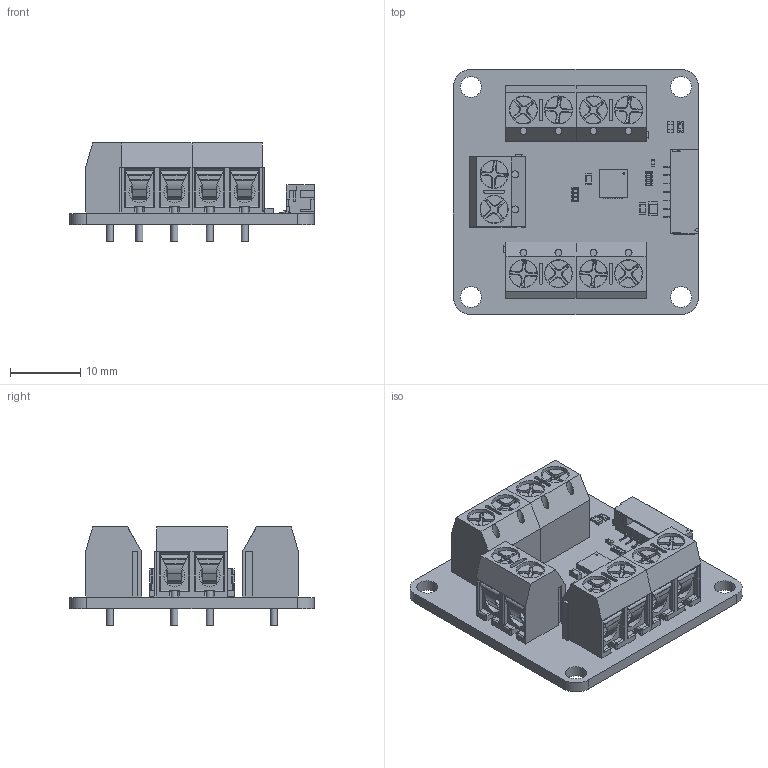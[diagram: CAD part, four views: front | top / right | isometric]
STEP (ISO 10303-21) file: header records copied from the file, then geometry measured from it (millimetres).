
FILE_DESCRIPTION(('FreeCAD Model'),'2;1');
FILE_NAME('io-4.step', '2018-04-23T11:15:37',('kicad StepUp'),('ksu MCAD'), 'Open CASCADE STEP processor 6.8','FreeCAD','Unknown');
FILE_SCHEMA(('AUTOMOTIVE_DESIGN_CC2 { 1 2 10303 214 -1 1 5 4 }'));
Length unit declared in the file: millimetre
Products named in the file (16): Pcb; 2er_Buchse_; 2er_Buchse_001; 2er_Buchse_002; 2er_Buchse_003; 2er_Buchse_004; C_0402_; C_0805_; C_0603_; C_0603_001; D_0603_blue_; BrickletConn_7pin_; R_0603_; Cut_; Cut_001; QFN-24_4x4mm_Pitch0.5mm_
Bounding box: 35 x 35 x 14 mm (x, y, z)
Volume: 4760.4 mm3; surface area: 8420 mm2
Topology: 17 solids, 17 shells, 2099 faces, 5787 edges, 3724 vertices
Faces by surface type: plane 1525, cylinder 514, torus 40, sphere 20
Full cylindrical faces by diameter (mm): 1 x20, 1.3 x10, 2.4 x20, 3 x14, 3.9 x10, 4 x10
Entity records: 83365 total; most frequent: CARTESIAN_POINT 14421, ORIENTED_EDGE 11494, DIRECTION 10975, EDGE_CURVE 5747, LINE 4559, VECTOR 4559, VERTEX_POINT 3724, AXIS2_PLACEMENT_3D 3208
